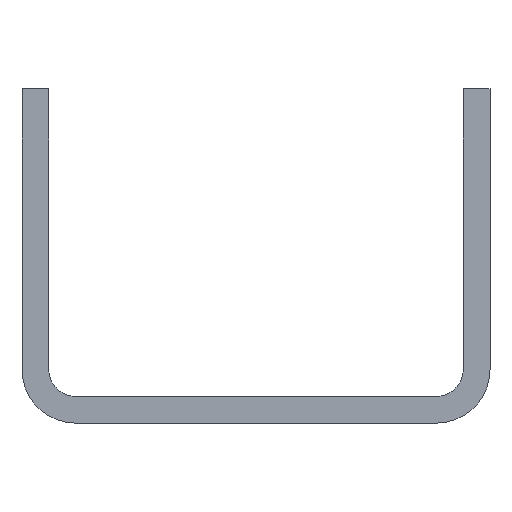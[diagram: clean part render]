
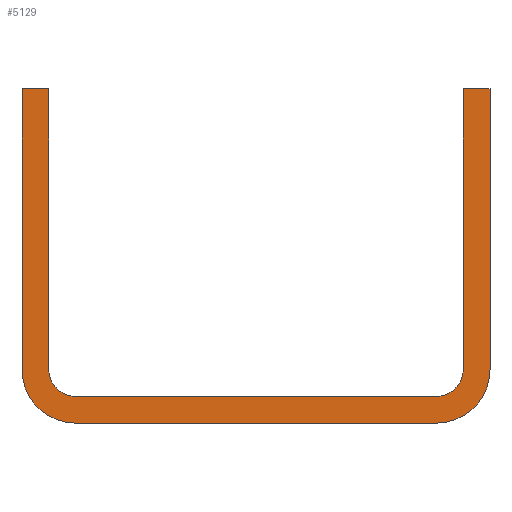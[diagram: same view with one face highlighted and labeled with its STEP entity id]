
A CAD part, front view. The second image highlights one B-rep face of the part: STEP entity #5129.
In plain terms, the highlighted planar face has unit normal (0, -1, 0).
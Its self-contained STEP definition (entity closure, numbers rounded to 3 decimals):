
#2=DIRECTION('',(0.,0.,-1.));
#3=VECTOR('',#2,42.);
#4=CARTESIAN_POINT('',(35.,0.,25.));
#5=LINE('',#4,#3);
#6=CARTESIAN_POINT('',(27.,0.,-17.));
#7=DIRECTION('',(0.,1.,0.));
#8=DIRECTION('',(1.,0.,0.));
#9=AXIS2_PLACEMENT_3D('',#6,#7,#8);
#11=DIRECTION('',(-1.,0.,0.));
#12=VECTOR('',#11,54.);
#13=CARTESIAN_POINT('',(27.,0.,-25.));
#14=LINE('',#13,#12);
#15=CARTESIAN_POINT('',(-27.,0.,-17.));
#16=DIRECTION('',(0.,1.,0.));
#17=DIRECTION('',(0.,0.,-1.));
#18=AXIS2_PLACEMENT_3D('',#15,#16,#17);
#20=DIRECTION('',(0.,0.,1.));
#21=VECTOR('',#20,42.);
#22=CARTESIAN_POINT('',(-35.,0.,-17.));
#23=LINE('',#22,#21);
#24=DIRECTION('',(1.,0.,0.));
#25=VECTOR('',#24,4.);
#26=CARTESIAN_POINT('',(-35.,0.,25.));
#27=LINE('',#26,#25);
#28=DIRECTION('',(0.,0.,-1.));
#29=VECTOR('',#28,42.);
#30=CARTESIAN_POINT('',(-31.,0.,25.));
#31=LINE('',#30,#29);
#32=CARTESIAN_POINT('',(-27.,0.,-17.));
#33=DIRECTION('',(0.,-1.,0.));
#34=DIRECTION('',(-1.,0.,0.));
#35=AXIS2_PLACEMENT_3D('',#32,#33,#34);
#37=DIRECTION('',(1.,0.,0.));
#38=VECTOR('',#37,54.);
#39=CARTESIAN_POINT('',(-27.,0.,-21.));
#40=LINE('',#39,#38);
#41=CARTESIAN_POINT('',(27.,0.,-17.));
#42=DIRECTION('',(0.,-1.,0.));
#43=DIRECTION('',(0.,0.,-1.));
#44=AXIS2_PLACEMENT_3D('',#41,#42,#43);
#46=DIRECTION('',(0.,0.,1.));
#47=VECTOR('',#46,42.);
#48=CARTESIAN_POINT('',(31.,0.,-17.));
#49=LINE('',#48,#47);
#50=DIRECTION('',(1.,0.,0.));
#51=VECTOR('',#50,4.);
#52=CARTESIAN_POINT('',(31.,0.,25.));
#53=LINE('',#52,#51);
#3898=CARTESIAN_POINT('',(35.,0.,25.));
#3899=CARTESIAN_POINT('',(35.,0.,-17.));
#3900=VERTEX_POINT('',#3898);
#3901=VERTEX_POINT('',#3899);
#3902=CARTESIAN_POINT('',(27.,0.,-25.));
#3903=VERTEX_POINT('',#3902);
#3904=CARTESIAN_POINT('',(-27.,0.,-25.));
#3905=VERTEX_POINT('',#3904);
#3906=CARTESIAN_POINT('',(-35.,0.,-17.));
#3907=VERTEX_POINT('',#3906);
#3908=CARTESIAN_POINT('',(-35.,0.,25.));
#3909=VERTEX_POINT('',#3908);
#3910=CARTESIAN_POINT('',(-31.,0.,25.));
#3911=VERTEX_POINT('',#3910);
#3912=CARTESIAN_POINT('',(-31.,0.,-17.));
#3913=VERTEX_POINT('',#3912);
#3914=CARTESIAN_POINT('',(-27.,0.,-21.));
#3915=VERTEX_POINT('',#3914);
#3916=CARTESIAN_POINT('',(27.,0.,-21.));
#3917=VERTEX_POINT('',#3916);
#3918=CARTESIAN_POINT('',(31.,0.,-17.));
#3919=VERTEX_POINT('',#3918);
#3920=CARTESIAN_POINT('',(31.,0.,25.));
#3921=VERTEX_POINT('',#3920);
#5098=CARTESIAN_POINT('',(0.,0.,0.));
#5099=DIRECTION('',(0.,1.,0.));
#5100=DIRECTION('',(1.,0.,0.));
#5101=AXIS2_PLACEMENT_3D('',#5098,#5099,#5100);
#5102=PLANE('',#5101);
#5104=ORIENTED_EDGE('',*,*,#5103,.T.);
#5106=ORIENTED_EDGE('',*,*,#5105,.T.);
#5108=ORIENTED_EDGE('',*,*,#5107,.T.);
#5110=ORIENTED_EDGE('',*,*,#5109,.T.);
#5112=ORIENTED_EDGE('',*,*,#5111,.T.);
#5114=ORIENTED_EDGE('',*,*,#5113,.T.);
#5116=ORIENTED_EDGE('',*,*,#5115,.T.);
#5118=ORIENTED_EDGE('',*,*,#5117,.T.);
#5120=ORIENTED_EDGE('',*,*,#5119,.T.);
#5122=ORIENTED_EDGE('',*,*,#5121,.T.);
#5124=ORIENTED_EDGE('',*,*,#5123,.T.);
#5126=ORIENTED_EDGE('',*,*,#5125,.T.);
#5127=EDGE_LOOP('',(#5104,#5106,#5108,#5110,#5112,#5114,#5116,#5118,#5120,#5122,
#5124,#5126));
#5128=FACE_OUTER_BOUND('',#5127,.F.);
#5129=ADVANCED_FACE('',(#5128),#5102,.F.);
#10=CIRCLE('',#9,8.);
#19=CIRCLE('',#18,8.);
#36=CIRCLE('',#35,4.);
#45=CIRCLE('',#44,4.);
#5103=EDGE_CURVE('',#3900,#3901,#5,.T.);
#5105=EDGE_CURVE('',#3901,#3903,#10,.T.);
#5107=EDGE_CURVE('',#3903,#3905,#14,.T.);
#5109=EDGE_CURVE('',#3905,#3907,#19,.T.);
#5111=EDGE_CURVE('',#3907,#3909,#23,.T.);
#5113=EDGE_CURVE('',#3909,#3911,#27,.T.);
#5115=EDGE_CURVE('',#3911,#3913,#31,.T.);
#5117=EDGE_CURVE('',#3913,#3915,#36,.T.);
#5119=EDGE_CURVE('',#3915,#3917,#40,.T.);
#5121=EDGE_CURVE('',#3917,#3919,#45,.T.);
#5123=EDGE_CURVE('',#3919,#3921,#49,.T.);
#5125=EDGE_CURVE('',#3921,#3900,#53,.T.);
